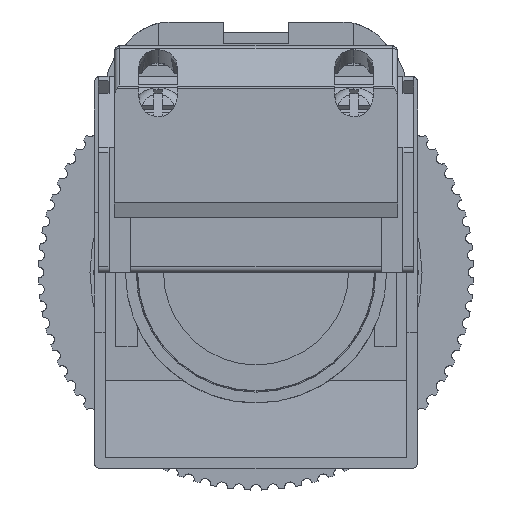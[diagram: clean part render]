
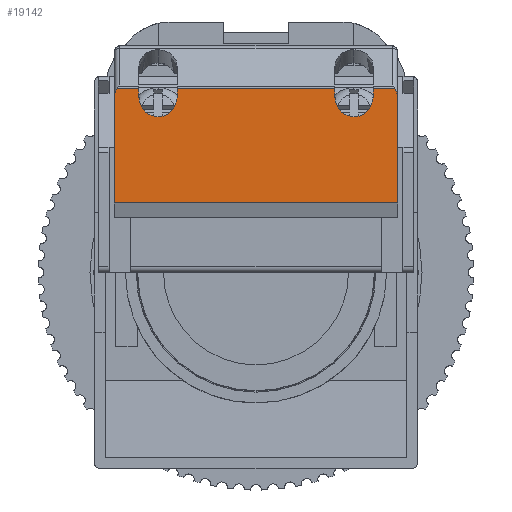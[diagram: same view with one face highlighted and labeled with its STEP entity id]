
A CAD part, front view. The second image highlights one B-rep face of the part: STEP entity #19142.
In plain terms, the highlighted planar face has unit normal (0, -1, 0).
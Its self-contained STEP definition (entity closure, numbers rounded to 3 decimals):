
#43 = VECTOR ( 'NONE', #13058, 1000. ) ;
#435 = VERTEX_POINT ( 'NONE', #3865 ) ;
#553 = VERTEX_POINT ( 'NONE', #21186 ) ;
#691 = EDGE_CURVE ( 'NONE', #17953, #15180, #13831, .T. ) ;
#889 = CARTESIAN_POINT ( 'NONE',  ( 10.75, -41.5, 16.86 ) ) ;
#992 = DIRECTION ( 'NONE',  ( 0., 0., -1. ) ) ;
#1094 = PLANE ( 'NONE',  #14769 ) ;
#1096 = VECTOR ( 'NONE', #7972, 1000. ) ;
#1119 = ORIENTED_EDGE ( 'NONE', *, *, #20019, .F. ) ;
#1183 = CARTESIAN_POINT ( 'NONE',  ( -12.913, -41.5, 16.681 ) ) ;
#1507 = CARTESIAN_POINT ( 'NONE',  ( 13., -41.5, 16.86 ) ) ;
#1645 = ORIENTED_EDGE ( 'NONE', *, *, #691, .T. ) ;
#1740 = EDGE_CURVE ( 'NONE', #553, #4510, #9590, .T. ) ;
#1807 = LINE ( 'NONE', #1507, #19025 ) ;
#1996 = ORIENTED_EDGE ( 'NONE', *, *, #16038, .F. ) ;
#2195 = EDGE_CURVE ( 'NONE', #435, #4226, #1807, .T. ) ;
#2553 = EDGE_CURVE ( 'NONE', #16990, #5924, #10644, .T. ) ;
#2689 = VERTEX_POINT ( 'NONE', #8103 ) ;
#2735 = CARTESIAN_POINT ( 'NONE',  ( 13., -41.5, 16.86 ) ) ;
#2773 = CARTESIAN_POINT ( 'NONE',  ( 10.75, -41.5, 16.185 ) ) ;
#2850 = CARTESIAN_POINT ( 'NONE',  ( 7.25, -41.5, 16.185 ) ) ;
#2877 = CARTESIAN_POINT ( 'NONE',  ( -13., -41.5, 16.382 ) ) ;
#3085 = CARTESIAN_POINT ( 'NONE',  ( 10.75, -41.5, 6.374 ) ) ;
#3180 = CARTESIAN_POINT ( 'NONE',  ( 13., -41.5, 16.039 ) ) ;
#3865 = CARTESIAN_POINT ( 'NONE',  ( -10.75, -41.5, 16.86 ) ) ;
#3874 = VECTOR ( 'NONE', #6583, 1000. ) ;
#3897 = VECTOR ( 'NONE', #14034, 1000. ) ;
#3912 = EDGE_CURVE ( 'NONE', #4550, #9298, #5033, .T. ) ;
#4226 = VERTEX_POINT ( 'NONE', #18915 ) ;
#4402 = LINE ( 'NONE', #8289, #3874 ) ;
#4435 = DIRECTION ( 'NONE',  ( 0., 0., 1. ) ) ;
#4497 = CARTESIAN_POINT ( 'NONE',  ( 7.25, -41.5, 12.377 ) ) ;
#4510 = VERTEX_POINT ( 'NONE', #16639 ) ;
#4550 = VERTEX_POINT ( 'NONE', #20087 ) ;
#5033 =( BOUNDED_CURVE ( )  B_SPLINE_CURVE ( 3, ( #2850, #4497, #16156, #6187 ),
 .UNSPECIFIED., .F., .F. ) 
 B_SPLINE_CURVE_WITH_KNOTS ( ( 4, 4 ),
 ( 4.712, 7.854 ),
 .UNSPECIFIED. ) 
 CURVE ( )  GEOMETRIC_REPRESENTATION_ITEM ( )  RATIONAL_B_SPLINE_CURVE ( ( 1., 0.333, 0.333, 1. ) ) 
 REPRESENTATION_ITEM ( '' )  );
#5409 = FACE_OUTER_BOUND ( 'NONE', #14670, .T. ) ;
#5573 = CARTESIAN_POINT ( 'NONE',  ( -13., -41.5, 16.039 ) ) ;
#5924 = VERTEX_POINT ( 'NONE', #13366 ) ;
#6187 = CARTESIAN_POINT ( 'NONE',  ( 10.75, -41.5, 16.185 ) ) ;
#6342 = CARTESIAN_POINT ( 'NONE',  ( -10.75, -41.5, 12.377 ) ) ;
#6557 = CARTESIAN_POINT ( 'NONE',  ( 13., -41.5, 16.382 ) ) ;
#6583 = DIRECTION ( 'NONE',  ( -1., 0., 0. ) ) ;
#7651 = EDGE_CURVE ( 'NONE', #2689, #20806, #14384, .T. ) ;
#7972 = DIRECTION ( 'NONE',  ( -1., 0., 0. ) ) ;
#8103 = CARTESIAN_POINT ( 'NONE',  ( 12.76, -41.5, 16.86 ) ) ;
#8142 = DIRECTION ( 'NONE',  ( -1., 0., 0. ) ) ;
#8289 = CARTESIAN_POINT ( 'NONE',  ( 13., -41.5, 6.374 ) ) ;
#8366 = CARTESIAN_POINT ( 'NONE',  ( 13., -41.5, 6.374 ) ) ;
#8508 = DIRECTION ( 'NONE',  ( 0., 0., -1. ) ) ;
#8574 = CARTESIAN_POINT ( 'NONE',  ( -13., -41.5, 6.374 ) ) ;
#8789 = ORIENTED_EDGE ( 'NONE', *, *, #10427, .F. ) ;
#8849 = LINE ( 'NONE', #12357, #3897 ) ;
#8987 = EDGE_CURVE ( 'NONE', #18209, #2689, #15004, .T. ) ;
#9067 = CARTESIAN_POINT ( 'NONE',  ( 7.25, -41.5, 16.86 ) ) ;
#9273 = CARTESIAN_POINT ( 'NONE',  ( -10.75, -41.5, 6.374 ) ) ;
#9298 = VERTEX_POINT ( 'NONE', #2773 ) ;
#9392 = VECTOR ( 'NONE', #9936, 1000. ) ;
#9467 = ORIENTED_EDGE ( 'NONE', *, *, #2553, .T. ) ;
#9572 = CARTESIAN_POINT ( 'NONE',  ( 13., -41.5, 16.86 ) ) ;
#9590 =( BOUNDED_CURVE ( )  B_SPLINE_CURVE ( 3, ( #12989, #6342, #19694, #9688 ),
 .UNSPECIFIED., .F., .F. ) 
 B_SPLINE_CURVE_WITH_KNOTS ( ( 4, 4 ),
 ( 4.712, 7.854 ),
 .UNSPECIFIED. ) 
 CURVE ( )  GEOMETRIC_REPRESENTATION_ITEM ( )  RATIONAL_B_SPLINE_CURVE ( ( 1., 0.333, 0.333, 1. ) ) 
 REPRESENTATION_ITEM ( '' )  );
#9688 = CARTESIAN_POINT ( 'NONE',  ( -7.25, -41.5, 16.185 ) ) ;
#9936 = DIRECTION ( 'NONE',  ( 0., 0., -1. ) ) ;
#9983 = CARTESIAN_POINT ( 'NONE',  ( 12.76, -41.5, 16.86 ) ) ;
#10199 = EDGE_CURVE ( 'NONE', #21572, #15180, #4402, .T. ) ;
#10235 = ORIENTED_EDGE ( 'NONE', *, *, #1740, .F. ) ;
#10337 = LINE ( 'NONE', #11844, #13721 ) ;
#10427 = EDGE_CURVE ( 'NONE', #435, #553, #20841, .T. ) ;
#10644 = LINE ( 'NONE', #2735, #20048 ) ;
#11106 = ORIENTED_EDGE ( 'NONE', *, *, #12828, .T. ) ;
#11157 = CARTESIAN_POINT ( 'NONE',  ( -12.76, -41.5, 16.86 ) ) ;
#11481 = DIRECTION ( 'NONE',  ( 0., 0., 1. ) ) ;
#11685 = ORIENTED_EDGE ( 'NONE', *, *, #2195, .T. ) ;
#11745 = ORIENTED_EDGE ( 'NONE', *, *, #16907, .F. ) ;
#11844 = CARTESIAN_POINT ( 'NONE',  ( 13., -41.5, 6.374 ) ) ;
#12357 = CARTESIAN_POINT ( 'NONE',  ( 7.25, -41.5, 6.374 ) ) ;
#12489 =( BOUNDED_CURVE ( )  B_SPLINE_CURVE ( 3, ( #11157, #1183, #2877, #14515 ),
 .UNSPECIFIED., .F., .F. ) 
 B_SPLINE_CURVE_WITH_KNOTS ( ( 4, 4 ),
 ( 3.689, 4.712 ),
 .UNSPECIFIED. ) 
 CURVE ( )  GEOMETRIC_REPRESENTATION_ITEM ( )  RATIONAL_B_SPLINE_CURVE ( ( 1., 0.915, 0.915, 1. ) ) 
 REPRESENTATION_ITEM ( '' )  );
#12767 = CARTESIAN_POINT ( 'NONE',  ( 13., -41.5, 6.374 ) ) ;
#12817 = LINE ( 'NONE', #3085, #43 ) ;
#12828 = EDGE_CURVE ( 'NONE', #4226, #17953, #12489, .T. ) ;
#12989 = CARTESIAN_POINT ( 'NONE',  ( -10.75, -41.5, 16.185 ) ) ;
#13058 = DIRECTION ( 'NONE',  ( 0., 0., 1. ) ) ;
#13366 = CARTESIAN_POINT ( 'NONE',  ( -7.25, -41.5, 16.86 ) ) ;
#13721 = VECTOR ( 'NONE', #8508, 1000. ) ;
#13831 = LINE ( 'NONE', #19928, #9392 ) ;
#13863 = EDGE_CURVE ( 'NONE', #4510, #5924, #19177, .T. ) ;
#13871 = ORIENTED_EDGE ( 'NONE', *, *, #10199, .F. ) ;
#14034 = DIRECTION ( 'NONE',  ( 0., 0., -1. ) ) ;
#14384 = LINE ( 'NONE', #9572, #1096 ) ;
#14418 = DIRECTION ( 'NONE',  ( 0., 1., 0. ) ) ;
#14515 = CARTESIAN_POINT ( 'NONE',  ( -13., -41.5, 16.039 ) ) ;
#14670 = EDGE_LOOP ( 'NONE', ( #11745, #9467, #14826, #10235, #8789, #11685, #11106, #1645, #13871, #1119, #19462, #19076, #1996, #21425 ) ) ;
#14769 = AXIS2_PLACEMENT_3D ( 'NONE', #12767, #14418, #4435 ) ;
#14826 = ORIENTED_EDGE ( 'NONE', *, *, #13863, .F. ) ;
#15004 =( BOUNDED_CURVE ( )  B_SPLINE_CURVE ( 3, ( #18233, #6557, #19982, #9983 ),
 .UNSPECIFIED., .F., .T. ) 
 B_SPLINE_CURVE_WITH_KNOTS ( ( 4, 4 ),
 ( 4.712, 5.736 ),
 .UNSPECIFIED. ) 
 CURVE ( )  GEOMETRIC_REPRESENTATION_ITEM ( )  RATIONAL_B_SPLINE_CURVE ( ( 1., 0.915, 0.915, 1. ) ) 
 REPRESENTATION_ITEM ( '' )  );
#15180 = VERTEX_POINT ( 'NONE', #8574 ) ;
#16038 = EDGE_CURVE ( 'NONE', #9298, #20806, #12817, .T. ) ;
#16051 = DIRECTION ( 'NONE',  ( -1., 0., 0. ) ) ;
#16156 = CARTESIAN_POINT ( 'NONE',  ( 10.75, -41.5, 12.377 ) ) ;
#16639 = CARTESIAN_POINT ( 'NONE',  ( -7.25, -41.5, 16.185 ) ) ;
#16907 = EDGE_CURVE ( 'NONE', #16990, #4550, #8849, .T. ) ;
#16990 = VERTEX_POINT ( 'NONE', #9067 ) ;
#17435 = VECTOR ( 'NONE', #992, 1000. ) ;
#17953 = VERTEX_POINT ( 'NONE', #5573 ) ;
#18209 = VERTEX_POINT ( 'NONE', #3180 ) ;
#18233 = CARTESIAN_POINT ( 'NONE',  ( 13., -41.5, 16.039 ) ) ;
#18915 = CARTESIAN_POINT ( 'NONE',  ( -12.76, -41.5, 16.86 ) ) ;
#19025 = VECTOR ( 'NONE', #8142, 1000. ) ;
#19076 = ORIENTED_EDGE ( 'NONE', *, *, #7651, .T. ) ;
#19142 = ADVANCED_FACE ( 'NONE', ( #5409 ), #1094, .F. ) ;
#19177 = LINE ( 'NONE', #21484, #19702 ) ;
#19462 = ORIENTED_EDGE ( 'NONE', *, *, #8987, .T. ) ;
#19694 = CARTESIAN_POINT ( 'NONE',  ( -7.25, -41.5, 12.377 ) ) ;
#19702 = VECTOR ( 'NONE', #11481, 1000. ) ;
#19928 = CARTESIAN_POINT ( 'NONE',  ( -13., -41.5, 6.374 ) ) ;
#19982 = CARTESIAN_POINT ( 'NONE',  ( 12.913, -41.5, 16.681 ) ) ;
#20019 = EDGE_CURVE ( 'NONE', #18209, #21572, #10337, .T. ) ;
#20048 = VECTOR ( 'NONE', #16051, 1000. ) ;
#20087 = CARTESIAN_POINT ( 'NONE',  ( 7.25, -41.5, 16.185 ) ) ;
#20806 = VERTEX_POINT ( 'NONE', #889 ) ;
#20841 = LINE ( 'NONE', #9273, #17435 ) ;
#21186 = CARTESIAN_POINT ( 'NONE',  ( -10.75, -41.5, 16.185 ) ) ;
#21425 = ORIENTED_EDGE ( 'NONE', *, *, #3912, .F. ) ;
#21484 = CARTESIAN_POINT ( 'NONE',  ( -7.25, -41.5, 6.374 ) ) ;
#21572 = VERTEX_POINT ( 'NONE', #8366 ) ;
